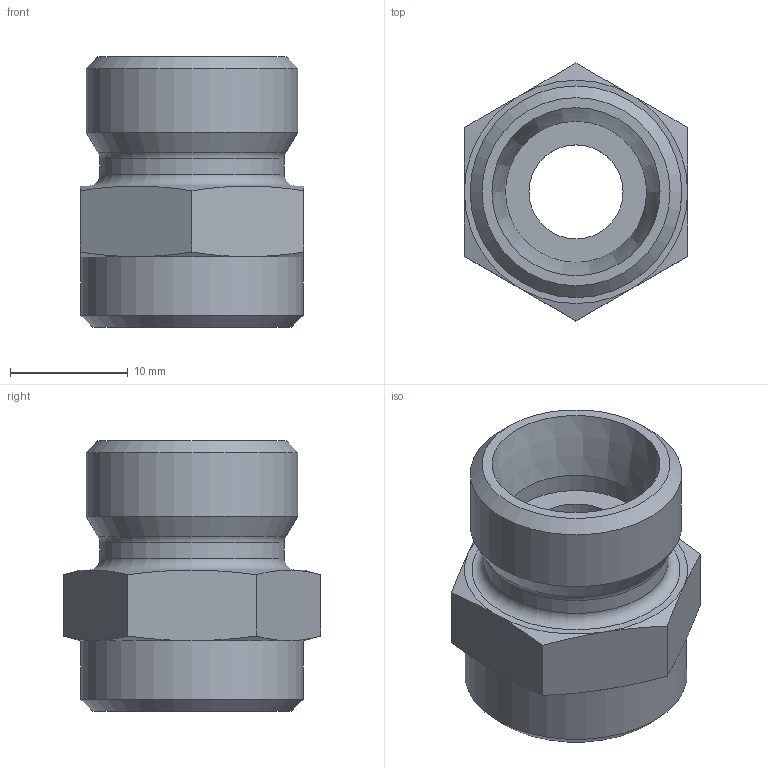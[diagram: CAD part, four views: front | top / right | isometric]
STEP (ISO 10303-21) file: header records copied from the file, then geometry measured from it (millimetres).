
FILE_DESCRIPTION((''),'2;1');
FILE_NAME('6541218.stp','2014-09-09T13:51:05',(''),('KNOMI spol. s r. o.'),'Autodesk Inventor 2012','Autodesk Inventor 2012','');
FILE_SCHEMA(('AUTOMOTIVE_DESIGN { 1 2 10303 214 0 1 1 1 }'));
Length unit declared in the file: millimetre
Products named in the file (1): Nátrubek navař
Bounding box: 19 x 21.94 x 23 mm (x, y, z)
Volume: 3732.5 mm3; surface area: 2599.6 mm2
Topology: 1 solids, 1 shells, 37 faces, 74 edges, 43 vertices
Faces by surface type: cone 17, plane 12, cylinder 6, torus 2
Full cylindrical faces by diameter (mm): 8 x1, 12 x2, 15.7 x1, 18 x1, 18.9 x1
Entity records: 878 total; most frequent: CARTESIAN_POINT 188, DIRECTION 142, ORIENTED_EDGE 120, AXIS2_PLACEMENT_3D 68, EDGE_CURVE 60, EDGE_LOOP 56, VERTEX_POINT 42, FACE_OUTER_BOUND 37
